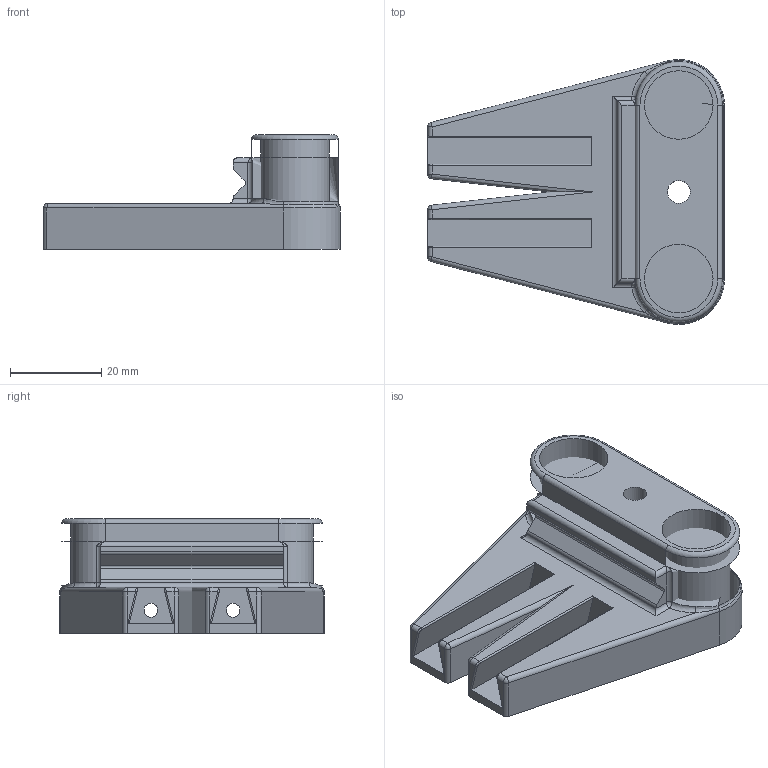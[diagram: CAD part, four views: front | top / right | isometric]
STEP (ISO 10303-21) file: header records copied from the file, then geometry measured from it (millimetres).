
FILE_DESCRIPTION(('FreeCAD Model'),'2;1');
FILE_NAME('PhoneCarriage.step','2016-05-19T19:25:16',( 'Author'),(''),'Open CASCADE STEP processor 6.8','FreeCAD','Unknown' );
FILE_SCHEMA(('AUTOMOTIVE_DESIGN_CC2 { 1 2 10303 214 -1 1 5 4 }'));
Length unit declared in the file: millimetre
Products named in the file (2): ASSEMBLY; PhoneCarriage
Assembly tree (1 placements, depth 2):
  ASSEMBLY
    PhoneCarriage
Bounding box: 65 x 57.94 x 25 mm (x, y, z)
Volume: 25536.6 mm3; surface area: 15164 mm2
Topology: 1 solids, 1 shells, 106 faces, 261 edges, 149 vertices
Faces by surface type: cylinder 47, plane 37, bspline 12, torus 6, sphere 4
Full cylindrical faces by diameter (mm): 3 x2, 5 x2, 8 x2, 15 x2
Entity records: 10770 total; most frequent: CARTESIAN_POINT 5945, DIRECTION 844, ORIENTED_EDGE 498, PCURVE 498, DEFINITIONAL_REPRESENTATION 498, LINE 467, VECTOR 467, EDGE_CURVE 249
